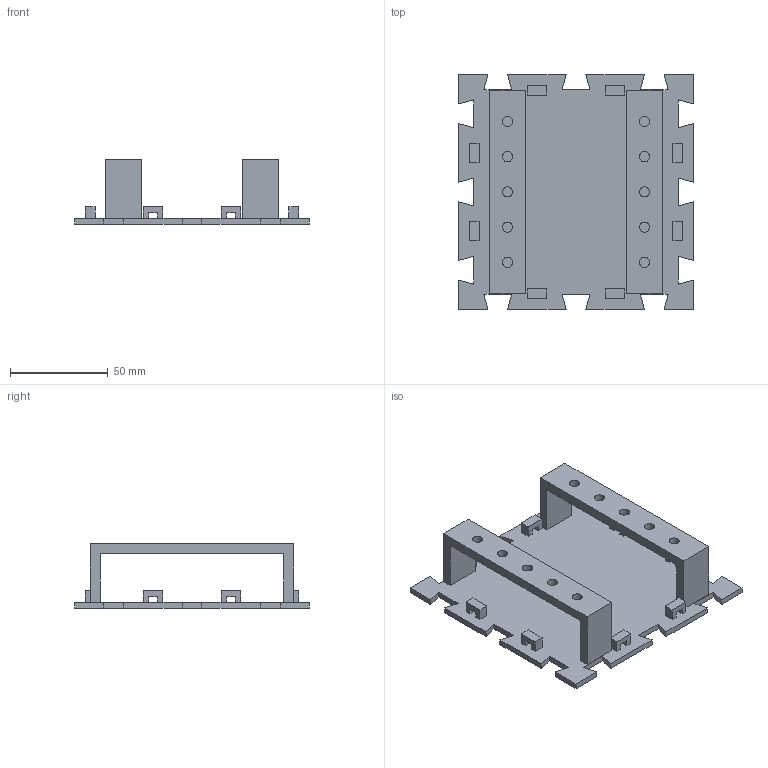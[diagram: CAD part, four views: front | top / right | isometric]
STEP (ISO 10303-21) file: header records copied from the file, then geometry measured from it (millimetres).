
FILE_DESCRIPTION(/* description */ (''),/* implementation_level */ '2;1');
FILE_NAME(/* name */ '9 terminal_tile v3.step',/* time_stamp */ '2024-10-01T12:44:48+02:00',/* author */ (''),/* organization */ (''),/* preprocessor_version */ 'ST-DEVELOPER v20',/* originating_system */ 'Autodesk Translation Framework v13.20.0.188',/* authorisation */ '');
FILE_SCHEMA (('AUTOMOTIVE_DESIGN { 1 0 10303 214 3 1 1 }'));
Length unit declared in the file: millimetre
Products named in the file (2): 9 terminal_tile; 0 base_tile
Assembly tree (1 placements, depth 2):
  9 terminal_tile
    0 base_tile
Bounding box: 120 x 120 x 33 mm (x, y, z)
Volume: 68372.3 mm3; surface area: 45915.4 mm2
Topology: 11 solids, 11 shells, 164 faces, 426 edges, 284 vertices
Faces by surface type: plane 154, cylinder 10
Full cylindrical faces by diameter (mm): 5.2 x10
Entity records: 5015 total; most frequent: CARTESIAN_POINT 877, ORIENTED_EDGE 852, DIRECTION 780, EDGE_CURVE 426, LINE 406, VECTOR 406, VERTEX_POINT 284, AXIS2_PLACEMENT_3D 187
